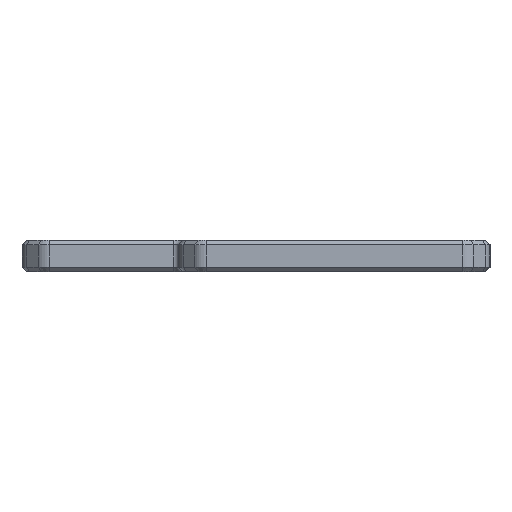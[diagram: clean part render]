
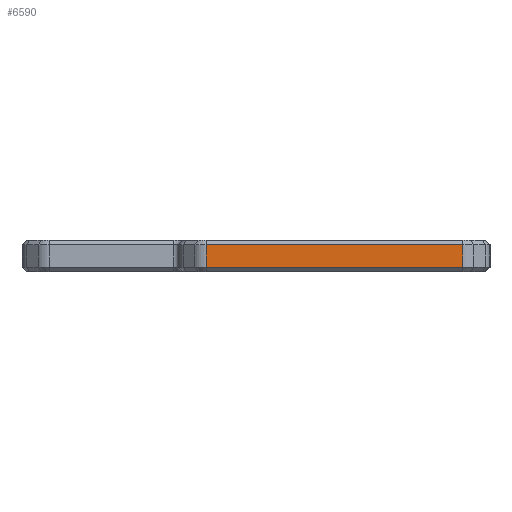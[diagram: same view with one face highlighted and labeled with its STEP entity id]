
A CAD part, left-side view. The second image highlights one B-rep face of the part: STEP entity #6590.
In plain terms, the highlighted planar face has unit normal (-1, 0, 0).
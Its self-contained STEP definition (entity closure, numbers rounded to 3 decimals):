
#144=PLANE('',#7095);
#460=FACE_OUTER_BOUND('',#856,.T.);
#856=EDGE_LOOP('',(#4976,#4977,#4978,#4979));
#1268=LINE('',#9732,#2058);
#1331=LINE('',#9902,#2121);
#1376=LINE('',#10030,#2166);
#1377=LINE('',#10032,#2167);
#2058=VECTOR('',#7770,10.);
#2121=VECTOR('',#7957,10.);
#2166=VECTOR('',#8094,10.);
#2167=VECTOR('',#8097,10.);
#3026=VERTEX_POINT('',#9726);
#3027=VERTEX_POINT('',#9730);
#3069=VERTEX_POINT('',#9892);
#3071=VERTEX_POINT('',#9898);
#3658=EDGE_CURVE('',#3026,#3027,#1268,.T.);
#3743=EDGE_CURVE('',#3069,#3071,#1331,.T.);
#3808=EDGE_CURVE('',#3071,#3026,#1376,.T.);
#3809=EDGE_CURVE('',#3027,#3069,#1377,.T.);
#4976=ORIENTED_EDGE('',*,*,#3658,.F.);
#4977=ORIENTED_EDGE('',*,*,#3808,.F.);
#4978=ORIENTED_EDGE('',*,*,#3743,.F.);
#4979=ORIENTED_EDGE('',*,*,#3809,.F.);
#6590=ADVANCED_FACE('',(#460),#144,.T.);
#7095=AXIS2_PLACEMENT_3D('',#10031,#8095,#8096);
#7770=DIRECTION('',(0.,1.,0.));
#7957=DIRECTION('',(0.,-1.,0.));
#8094=DIRECTION('',(0.,0.,-1.));
#8095=DIRECTION('center_axis',(-1.,0.,0.));
#8096=DIRECTION('ref_axis',(0.,-1.,0.));
#8097=DIRECTION('',(0.,0.,1.));
#9726=CARTESIAN_POINT('',(-126.,82.821,-119.446));
#9730=CARTESIAN_POINT('',(-126.,107.379,-119.446));
#9732=CARTESIAN_POINT('',(-126.,90.125,-119.446));
#9892=CARTESIAN_POINT('',(-126.,107.379,-117.246));
#9898=CARTESIAN_POINT('',(-126.,82.821,-117.246));
#9902=CARTESIAN_POINT('',(-126.,101.75,-117.246));
#10030=CARTESIAN_POINT('',(-126.,82.821,-116.846));
#10031=CARTESIAN_POINT('Origin',(-126.,78.5,-116.846));
#10032=CARTESIAN_POINT('',(-126.,107.379,-116.846));
